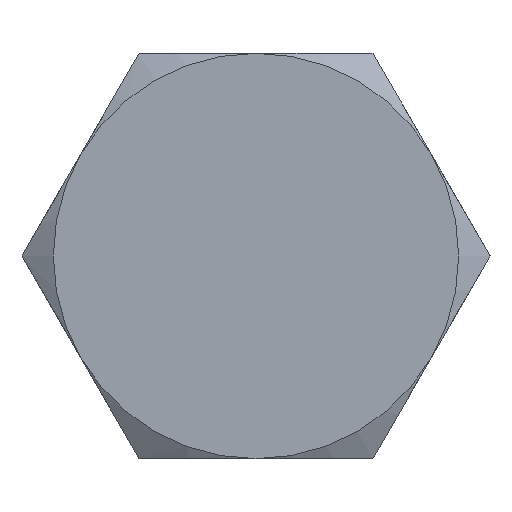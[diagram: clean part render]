
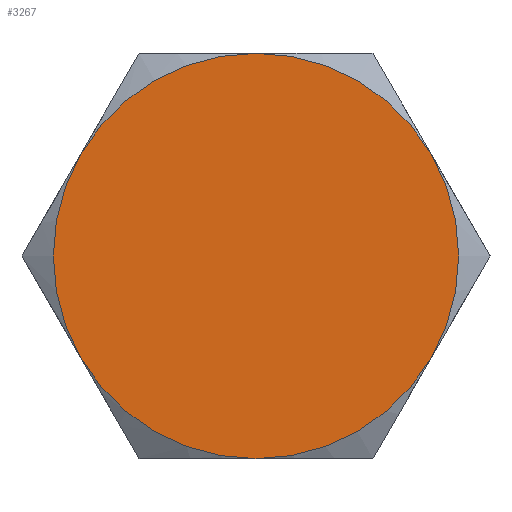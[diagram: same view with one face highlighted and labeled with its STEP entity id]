
A CAD part, left-side view. The second image highlights one B-rep face of the part: STEP entity #3267.
In plain terms, the highlighted planar face has unit normal (-1, 0, 0).
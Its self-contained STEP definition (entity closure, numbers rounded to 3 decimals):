
#70 = DIRECTION ( 'NONE',  ( -1., 0., 0. ) ) ;
#179 = CARTESIAN_POINT ( 'NONE',  ( -6., 0., 0. ) ) ;
#183 = EDGE_CURVE ( 'NONE', #1929, #1441, #1646, .T. ) ;
#222 = ORIENTED_EDGE ( 'NONE', *, *, #3564, .T. ) ;
#227 = DIRECTION ( 'NONE',  ( -1., 0., 0. ) ) ;
#248 = DIRECTION ( 'NONE',  ( 0., 0., 1. ) ) ;
#423 = DIRECTION ( 'NONE',  ( 0., 0., 1. ) ) ;
#486 = EDGE_CURVE ( 'NONE', #1950, #3174, #3843, .T. ) ;
#702 = DIRECTION ( 'NONE',  ( -1., 0., 0. ) ) ;
#944 = ORIENTED_EDGE ( 'NONE', *, *, #183, .T. ) ;
#950 = EDGE_CURVE ( 'NONE', #3174, #4283, #2881, .T. ) ;
#954 = CIRCLE ( 'NONE', #3521, 2.75 ) ;
#998 = CARTESIAN_POINT ( 'NONE',  ( -6., 0., 2.75 ) ) ;
#1366 = CARTESIAN_POINT ( 'NONE',  ( -6., 2.382, 1.375 ) ) ;
#1441 = VERTEX_POINT ( 'NONE', #1930 ) ;
#1568 = CARTESIAN_POINT ( 'NONE',  ( -6., -1.588, -2.75 ) ) ;
#1584 = DIRECTION ( 'NONE',  ( -1., 0., 0. ) ) ;
#1646 = CIRCLE ( 'NONE', #2740, 2.75 ) ;
#1694 = ORIENTED_EDGE ( 'NONE', *, *, #2554, .T. ) ;
#1769 = AXIS2_PLACEMENT_3D ( 'NONE', #2044, #702, #2441 ) ;
#1807 = ORIENTED_EDGE ( 'NONE', *, *, #950, .T. ) ;
#1929 = VERTEX_POINT ( 'NONE', #2853 ) ;
#1930 = CARTESIAN_POINT ( 'NONE',  ( -6., -2.382, 1.375 ) ) ;
#1938 = FACE_OUTER_BOUND ( 'NONE', #2408, .T. ) ;
#1946 = CARTESIAN_POINT ( 'NONE',  ( -6., 0., 0. ) ) ;
#1950 = VERTEX_POINT ( 'NONE', #1366 ) ;
#1960 = PLANE ( 'NONE',  #2458 ) ;
#1998 = CARTESIAN_POINT ( 'NONE',  ( -6., 0., 0. ) ) ;
#2044 = CARTESIAN_POINT ( 'NONE',  ( -6., 0., 0. ) ) ;
#2156 = CARTESIAN_POINT ( 'NONE',  ( -6., 0., 0. ) ) ;
#2169 = ORIENTED_EDGE ( 'NONE', *, *, #486, .T. ) ;
#2408 = EDGE_LOOP ( 'NONE', ( #1694, #3324, #2169, #1807, #222, #944 ) ) ;
#2441 = DIRECTION ( 'NONE',  ( 0., 0., 1. ) ) ;
#2458 = AXIS2_PLACEMENT_3D ( 'NONE', #1568, #1584, #3613 ) ;
#2554 = EDGE_CURVE ( 'NONE', #1441, #3861, #3478, .T. ) ;
#2575 = DIRECTION ( 'NONE',  ( 0., 0., 1. ) ) ;
#2629 = DIRECTION ( 'NONE',  ( -1., 0., 0. ) ) ;
#2738 = AXIS2_PLACEMENT_3D ( 'NONE', #2156, #70, #423 ) ;
#2740 = AXIS2_PLACEMENT_3D ( 'NONE', #179, #2629, #2950 ) ;
#2853 = CARTESIAN_POINT ( 'NONE',  ( -6., -2.382, -1.375 ) ) ;
#2881 = CIRCLE ( 'NONE', #2738, 2.75 ) ;
#2921 = CARTESIAN_POINT ( 'NONE',  ( -6., 0., -2.75 ) ) ;
#2950 = DIRECTION ( 'NONE',  ( 0., 0., 1. ) ) ;
#2951 = DIRECTION ( 'NONE',  ( -1., 0., 0. ) ) ;
#3174 = VERTEX_POINT ( 'NONE', #3228 ) ;
#3176 = CIRCLE ( 'NONE', #1769, 2.75 ) ;
#3228 = CARTESIAN_POINT ( 'NONE',  ( -6., 2.382, -1.375 ) ) ;
#3239 = CARTESIAN_POINT ( 'NONE',  ( -6., 0., 0. ) ) ;
#3267 = ADVANCED_FACE ( 'NONE', ( #1938 ), #1960, .T. ) ;
#3324 = ORIENTED_EDGE ( 'NONE', *, *, #4243, .T. ) ;
#3478 = CIRCLE ( 'NONE', #3690, 2.75 ) ;
#3521 = AXIS2_PLACEMENT_3D ( 'NONE', #3239, #2951, #2575 ) ;
#3564 = EDGE_CURVE ( 'NONE', #4283, #1929, #3176, .T. ) ;
#3613 = DIRECTION ( 'NONE',  ( 0., 0., 1. ) ) ;
#3690 = AXIS2_PLACEMENT_3D ( 'NONE', #1998, #4010, #248 ) ;
#3843 = CIRCLE ( 'NONE', #4424, 2.75 ) ;
#3861 = VERTEX_POINT ( 'NONE', #998 ) ;
#4010 = DIRECTION ( 'NONE',  ( -1., 0., 0. ) ) ;
#4040 = DIRECTION ( 'NONE',  ( 0., 0., 1. ) ) ;
#4243 = EDGE_CURVE ( 'NONE', #3861, #1950, #954, .T. ) ;
#4283 = VERTEX_POINT ( 'NONE', #2921 ) ;
#4424 = AXIS2_PLACEMENT_3D ( 'NONE', #1946, #227, #4040 ) ;
